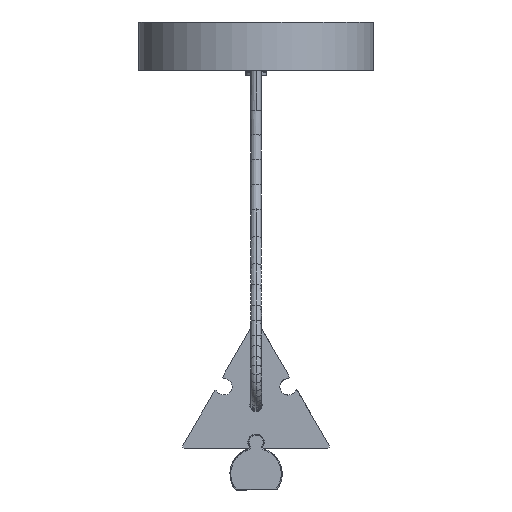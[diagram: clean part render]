
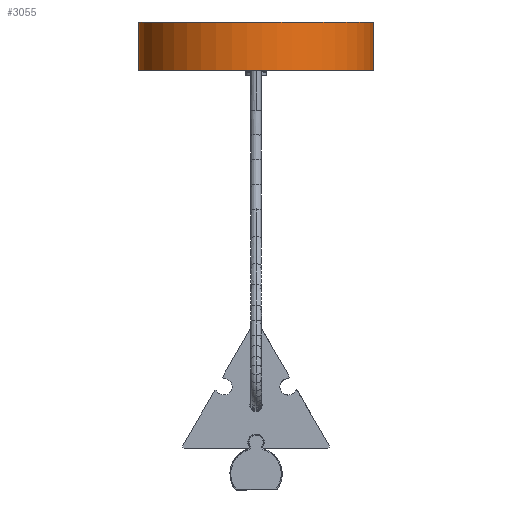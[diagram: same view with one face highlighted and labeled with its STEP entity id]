
A CAD part, front view. The second image highlights one B-rep face of the part: STEP entity #3055.
In plain terms, the highlighted cylindrical face has radius 68.056 mm (diameter 136.111 mm), a partial arc.
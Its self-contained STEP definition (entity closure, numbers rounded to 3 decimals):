
#3055=ADVANCED_FACE('',(#4584),#23290,.T.);
#4584=FACE_OUTER_BOUND('',#6181,.T.);
#6181=EDGE_LOOP('',(#13419,#13420,#13421,#13422));
#13419=ORIENTED_EDGE('',*,*,#17115,.T.);
#13420=ORIENTED_EDGE('',*,*,#17073,.T.);
#13421=ORIENTED_EDGE('',*,*,#17116,.F.);
#13422=ORIENTED_EDGE('',*,*,#17114,.F.);
#17073=EDGE_CURVE('',#22980,#22981,#20738,.T.);
#17114=EDGE_CURVE('',#23007,#23008,#20776,.T.);
#17115=EDGE_CURVE('',#23007,#22980,#20777,.T.);
#17116=EDGE_CURVE('',#23008,#22981,#20778,.T.);
#20738=(
BOUNDED_CURVE()
B_SPLINE_CURVE(1,(#157070,#157071),.UNSPECIFIED.,.F.,.F.)
B_SPLINE_CURVE_WITH_KNOTS((2,2),(0.,28.),.UNSPECIFIED.)
CURVE()
GEOMETRIC_REPRESENTATION_ITEM()
RATIONAL_B_SPLINE_CURVE((1.,1.))
REPRESENTATION_ITEM('')
);
#20776=(
BOUNDED_CURVE()
B_SPLINE_CURVE(1,(#157231,#157232),.UNSPECIFIED.,.F.,.F.)
B_SPLINE_CURVE_WITH_KNOTS((2,2),(0.,28.),.UNSPECIFIED.)
CURVE()
GEOMETRIC_REPRESENTATION_ITEM()
RATIONAL_B_SPLINE_CURVE((1.,1.))
REPRESENTATION_ITEM('')
);
#20777=(
BOUNDED_CURVE()
B_SPLINE_CURVE(2,(#157233,#157234,#157235,#157236,#157237),
 .UNSPECIFIED.,.F.,.F.)
B_SPLINE_CURVE_WITH_KNOTS((3,2,3),(213.803,320.705,427.606),
 .UNSPECIFIED.)
CURVE()
GEOMETRIC_REPRESENTATION_ITEM()
RATIONAL_B_SPLINE_CURVE((1.,0.707,1.,0.707,1.))
REPRESENTATION_ITEM('')
);
#20778=(
BOUNDED_CURVE()
B_SPLINE_CURVE(2,(#157238,#157239,#157240,#157241,#157242),
 .UNSPECIFIED.,.F.,.F.)
B_SPLINE_CURVE_WITH_KNOTS((3,2,3),(213.803,320.705,427.606),
 .UNSPECIFIED.)
CURVE()
GEOMETRIC_REPRESENTATION_ITEM()
RATIONAL_B_SPLINE_CURVE((1.,0.707,1.,0.707,1.))
REPRESENTATION_ITEM('')
);
#22980=VERTEX_POINT('',#157009);
#22981=VERTEX_POINT('',#157010);
#23007=VERTEX_POINT('',#157036);
#23008=VERTEX_POINT('',#157037);
#23290=CYLINDRICAL_SURFACE('',#23711,68.056);
#23711=AXIS2_PLACEMENT_3D('',#156540,#24116,$);
#24116=DIRECTION('',(0.,0.,1.));
#156540=CARTESIAN_POINT('',(-0.01,-538.088,195.608));
#157009=CARTESIAN_POINT('',(68.046,-538.088,181.608));
#157010=CARTESIAN_POINT('',(68.046,-538.088,209.608));
#157036=CARTESIAN_POINT('',(-68.065,-538.088,181.608));
#157037=CARTESIAN_POINT('',(-68.065,-538.088,209.608));
#157070=CARTESIAN_POINT('',(68.046,-538.088,181.608));
#157071=CARTESIAN_POINT('',(68.046,-538.088,209.608));
#157231=CARTESIAN_POINT('',(-68.065,-538.088,181.608));
#157232=CARTESIAN_POINT('',(-68.065,-538.088,209.608));
#157233=CARTESIAN_POINT('',(-68.065,-538.088,181.608));
#157234=CARTESIAN_POINT('',(-68.065,-606.143,181.608));
#157235=CARTESIAN_POINT('',(-0.01,-606.143,181.608));
#157236=CARTESIAN_POINT('',(68.046,-606.143,181.608));
#157237=CARTESIAN_POINT('',(68.046,-538.088,181.608));
#157238=CARTESIAN_POINT('',(-68.065,-538.088,209.608));
#157239=CARTESIAN_POINT('',(-68.065,-606.143,209.608));
#157240=CARTESIAN_POINT('',(-0.01,-606.143,209.608));
#157241=CARTESIAN_POINT('',(68.046,-606.143,209.608));
#157242=CARTESIAN_POINT('',(68.046,-538.088,209.608));
